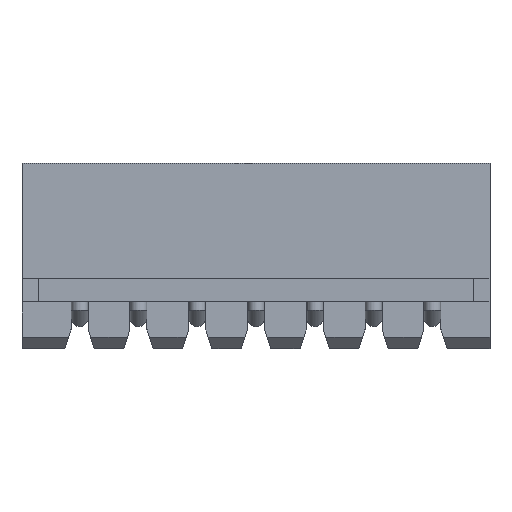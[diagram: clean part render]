
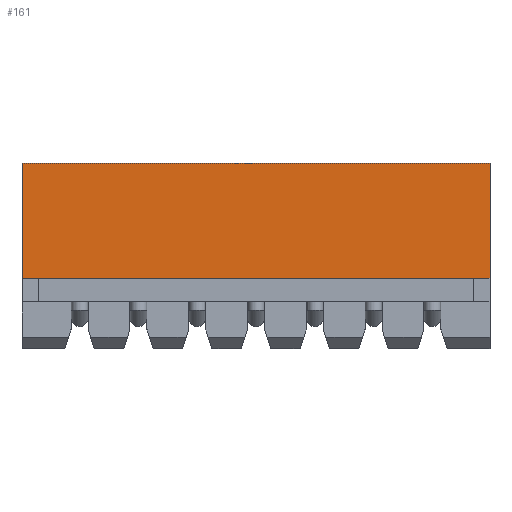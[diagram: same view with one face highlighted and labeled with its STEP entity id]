
A CAD part, top view. The second image highlights one B-rep face of the part: STEP entity #161.
In plain terms, the highlighted planar face has unit normal (0, 0, 1).
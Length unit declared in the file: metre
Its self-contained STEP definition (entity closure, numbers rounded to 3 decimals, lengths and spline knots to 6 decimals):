
#161 = ADVANCED_FACE( '', ( #500 ), #501, .T. );
#500 = FACE_OUTER_BOUND( '', #1513, .T. );
#501 = PLANE( '', #1514 );
#1513 = EDGE_LOOP( '', ( #2928, #2929, #2930, #2931 ) );
#1514 = AXIS2_PLACEMENT_3D( '', #2932, #2933, #2934 );
#2928 = ORIENTED_EDGE( '', *, *, #3718, .T. );
#2929 = ORIENTED_EDGE( '', *, *, #3537, .F. );
#2930 = ORIENTED_EDGE( '', *, *, #3714, .F. );
#2931 = ORIENTED_EDGE( '', *, *, #3920, .T. );
#2932 = CARTESIAN_POINT( '', ( -0.00995, -0.00295, 0.00245 ) );
#2933 = DIRECTION( '', ( 0., 0., 1. ) );
#2934 = DIRECTION( '', ( 1., 0., 0. ) );
#3537 = EDGE_CURVE( '', #4023, #4025, #4026, .T. );
#3714 = EDGE_CURVE( '', #4347, #4023, #4349, .T. );
#3718 = EDGE_CURVE( '', #4354, #4025, #4355, .T. );
#3920 = EDGE_CURVE( '', #4347, #4354, #4679, .T. );
#4023 = VERTEX_POINT( '', #4809 );
#4025 = VERTEX_POINT( '', #4812 );
#4026 = LINE( '', #4813, #4814 );
#4347 = VERTEX_POINT( '', #5238 );
#4349 = LINE( '', #5241, #5242 );
#4354 = VERTEX_POINT( '', #5248 );
#4355 = LINE( '', #5249, #5250 );
#4679 = LINE( '', #5751, #5752 );
#4809 = CARTESIAN_POINT( '', ( -0.00995, 0.00295, 0.00245 ) );
#4812 = CARTESIAN_POINT( '', ( 0.00995, 0.00295, 0.00245 ) );
#4813 = CARTESIAN_POINT( '', ( -0.00995, 0.00295, 0.00245 ) );
#4814 = VECTOR( '', #5885, 1. );
#5238 = CARTESIAN_POINT( '', ( -0.00995, -0.00195, 0.00245 ) );
#5241 = CARTESIAN_POINT( '', ( -0.00995, -0.00195, 0.00245 ) );
#5242 = VECTOR( '', #6206, 1. );
#5248 = CARTESIAN_POINT( '', ( 0.00995, -0.00195, 0.00245 ) );
#5249 = CARTESIAN_POINT( '', ( 0.00995, -0.00195, 0.00245 ) );
#5250 = VECTOR( '', #6214, 1. );
#5751 = CARTESIAN_POINT( '', ( -0.00995, -0.00195, 0.00245 ) );
#5752 = VECTOR( '', #6459, 1. );
#5885 = DIRECTION( '', ( 1., 0., 0. ) );
#6206 = DIRECTION( '', ( 0., 1., 0. ) );
#6214 = DIRECTION( '', ( 0., 1., 0. ) );
#6459 = DIRECTION( '', ( 1., 0., 0. ) );
